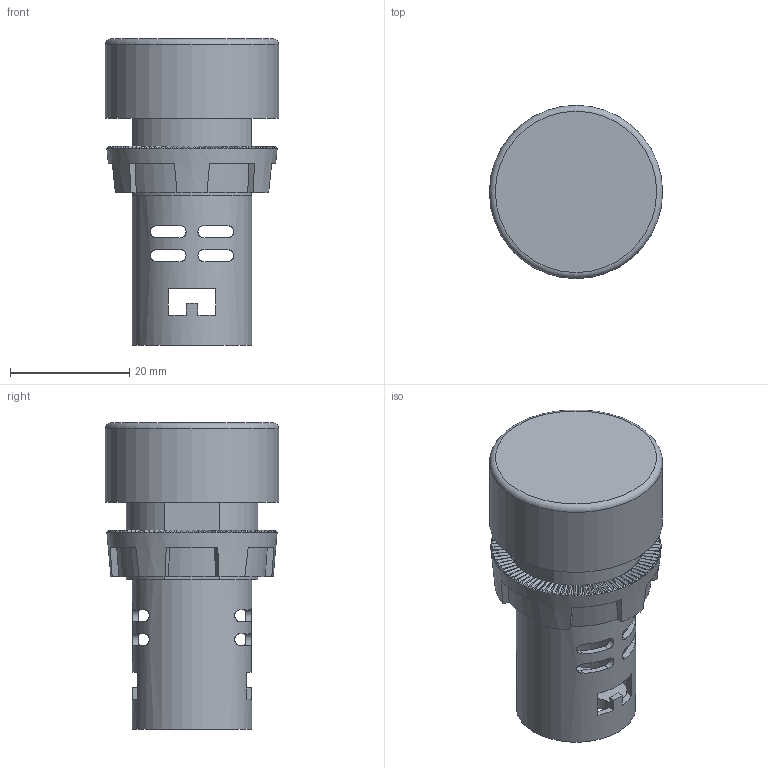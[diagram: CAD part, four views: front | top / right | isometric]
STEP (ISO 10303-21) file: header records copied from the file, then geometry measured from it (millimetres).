
FILE_DESCRIPTION(/* description */ (''),/* implementation_level */ '2;1');
FILE_NAME(/* name */ 'PANEL LIGHT_YELLOW.step',/* time_stamp */ '2023-10-14T11:20:18+05:30',/* author */ (''),/* organization */ (''),/* preprocessor_version */ 'ST-DEVELOPER v20',/* originating_system */ 'Autodesk Translation Framework v12.14.0.127',/* authorisation */ '');
FILE_SCHEMA (('AUTOMOTIVE_DESIGN { 1 0 10303 214 3 1 1 }'));
Length unit declared in the file: millimetre
Products named in the file (1): PANEL LIGHT_YELLOW
Bounding box: 29 x 29 x 51.3 mm (x, y, z)
Volume: 9220.5 mm3; surface area: 13784 mm2
Topology: 2 solids, 4 shells, 560 faces, 1273 edges, 726 vertices
Faces by surface type: plane 340, cone 189, cylinder 29, torus 2
Full cylindrical faces by diameter (mm): 6 x2, 18 x1, 20 x1, 21.7 x1, 22.5 x1, 23.7 x1, 24 x1, 26 x1, 28 x1, 29 x1
Entity records: 16163 total; most frequent: CARTESIAN_POINT 3944, ORIENTED_EDGE 2546, DIRECTION 2445, EDGE_CURVE 1273, AXIS2_PLACEMENT_3D 1031, VERTEX_POINT 726, EDGE_LOOP 589, STYLED_ITEM 562
